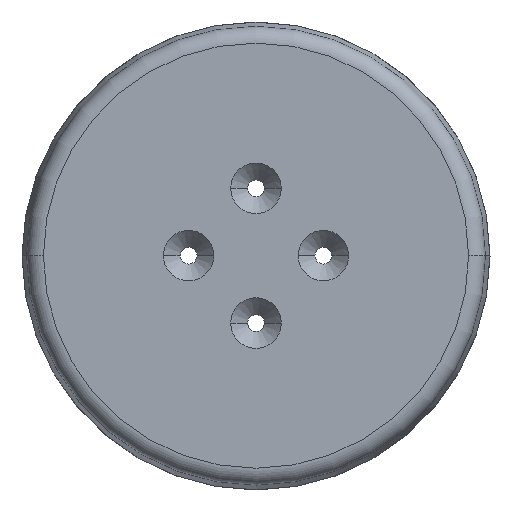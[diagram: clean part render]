
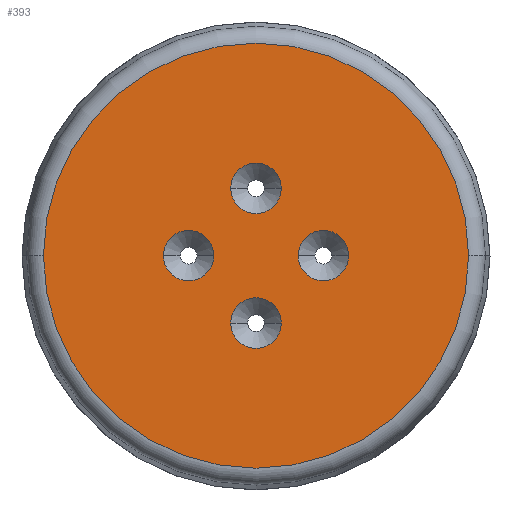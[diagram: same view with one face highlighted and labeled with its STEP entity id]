
A CAD part, top view. The second image highlights one B-rep face of the part: STEP entity #393.
In plain terms, the highlighted planar face has unit normal (0, 0, 1).
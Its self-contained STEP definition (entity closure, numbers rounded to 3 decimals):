
#8 = CARTESIAN_POINT ( 'NONE',  ( -3.75, 10., 10. ) ) ;
#12 = VERTEX_POINT ( 'NONE', #413 ) ;
#14 = EDGE_CURVE ( 'NONE', #12, #428, #256, .T. ) ;
#26 = DIRECTION ( 'NONE',  ( 0., 0., -1. ) ) ;
#37 = DIRECTION ( 'NONE',  ( 0., 0., 1. ) ) ;
#49 = AXIS2_PLACEMENT_3D ( 'NONE', #843, #693, #527 ) ;
#69 = EDGE_CURVE ( 'NONE', #881, #869, #737, .T. ) ;
#80 = FACE_OUTER_BOUND ( 'NONE', #466, .T. ) ;
#84 = FACE_BOUND ( 'NONE', #166, .T. ) ;
#102 = EDGE_CURVE ( 'NONE', #129, #147, #569, .T. ) ;
#106 = DIRECTION ( 'NONE',  ( -1., 0., 0. ) ) ;
#113 = DIRECTION ( 'NONE',  ( 0., 0., 1. ) ) ;
#118 = CARTESIAN_POINT ( 'NONE',  ( -31.539, 0., 10. ) ) ;
#124 = CARTESIAN_POINT ( 'NONE',  ( 0., 10., 10. ) ) ;
#129 = VERTEX_POINT ( 'NONE', #315 ) ;
#137 = CIRCLE ( 'NONE', #729, 3.75 ) ;
#147 = VERTEX_POINT ( 'NONE', #335 ) ;
#160 = DIRECTION ( 'NONE',  ( 0., 0., -1. ) ) ;
#166 = EDGE_LOOP ( 'NONE', ( #951, #366 ) ) ;
#167 = CARTESIAN_POINT ( 'NONE',  ( -10., 0., 10. ) ) ;
#178 = CARTESIAN_POINT ( 'NONE',  ( 13.75, 0., 10. ) ) ;
#196 = CARTESIAN_POINT ( 'NONE',  ( 0., 0., 10. ) ) ;
#206 = VERTEX_POINT ( 'NONE', #607 ) ;
#208 = EDGE_CURVE ( 'NONE', #634, #206, #733, .T. ) ;
#214 = EDGE_CURVE ( 'NONE', #946, #416, #972, .T. ) ;
#218 = ORIENTED_EDGE ( 'NONE', *, *, #14, .T. ) ;
#236 = ORIENTED_EDGE ( 'NONE', *, *, #674, .T. ) ;
#240 = EDGE_CURVE ( 'NONE', #869, #881, #648, .T. ) ;
#254 = CARTESIAN_POINT ( 'NONE',  ( -10., 0., 10. ) ) ;
#256 = CIRCLE ( 'NONE', #771, 3.75 ) ;
#281 = AXIS2_PLACEMENT_3D ( 'NONE', #544, #26, #680 ) ;
#283 = DIRECTION ( 'NONE',  ( -1., 0., 0. ) ) ;
#286 = EDGE_CURVE ( 'NONE', #206, #634, #515, .T. ) ;
#301 = EDGE_CURVE ( 'NONE', #147, #129, #137, .T. ) ;
#310 = DIRECTION ( 'NONE',  ( -1., 0., 0. ) ) ;
#315 = CARTESIAN_POINT ( 'NONE',  ( -6.25, 0., 10. ) ) ;
#323 = DIRECTION ( 'NONE',  ( -1., 0., 0. ) ) ;
#325 = AXIS2_PLACEMENT_3D ( 'NONE', #1018, #847, #106 ) ;
#335 = CARTESIAN_POINT ( 'NONE',  ( -13.75, 0., 10. ) ) ;
#366 = ORIENTED_EDGE ( 'NONE', *, *, #301, .T. ) ;
#380 = CIRCLE ( 'NONE', #661, 3.75 ) ;
#382 = AXIS2_PLACEMENT_3D ( 'NONE', #196, #37, #283 ) ;
#393 = ADVANCED_FACE ( 'NONE', ( #80, #84, #509, #656, #410 ), #1054, .F. ) ;
#410 = FACE_BOUND ( 'NONE', #567, .T. ) ;
#413 = CARTESIAN_POINT ( 'NONE',  ( 3.75, 10., 10. ) ) ;
#416 = VERTEX_POINT ( 'NONE', #579 ) ;
#428 = VERTEX_POINT ( 'NONE', #8 ) ;
#441 = DIRECTION ( 'NONE',  ( -1., 0., 0. ) ) ;
#457 = ORIENTED_EDGE ( 'NONE', *, *, #240, .T. ) ;
#466 = EDGE_LOOP ( 'NONE', ( #971, #1039 ) ) ;
#474 = DIRECTION ( 'NONE',  ( 0., 0., -1. ) ) ;
#509 = FACE_BOUND ( 'NONE', #710, .T. ) ;
#515 = CIRCLE ( 'NONE', #599, 31.539 ) ;
#520 = CARTESIAN_POINT ( 'NONE',  ( -3.75, -10., 10. ) ) ;
#527 = DIRECTION ( 'NONE',  ( -1., 0., 0. ) ) ;
#544 = CARTESIAN_POINT ( 'NONE',  ( 10., 0., 10. ) ) ;
#555 = EDGE_CURVE ( 'NONE', #428, #12, #380, .T. ) ;
#567 = EDGE_LOOP ( 'NONE', ( #218, #667 ) ) ;
#569 = CIRCLE ( 'NONE', #1061, 3.75 ) ;
#579 = CARTESIAN_POINT ( 'NONE',  ( 6.25, 0., 10. ) ) ;
#599 = AXIS2_PLACEMENT_3D ( 'NONE', #920, #113, #441 ) ;
#607 = CARTESIAN_POINT ( 'NONE',  ( 31.539, 0., 10. ) ) ;
#634 = VERTEX_POINT ( 'NONE', #118 ) ;
#648 = CIRCLE ( 'NONE', #325, 3.75 ) ;
#654 = EDGE_LOOP ( 'NONE', ( #457, #858 ) ) ;
#656 = FACE_BOUND ( 'NONE', #654, .T. ) ;
#661 = AXIS2_PLACEMENT_3D ( 'NONE', #124, #1020, #859 ) ;
#664 = CARTESIAN_POINT ( 'NONE',  ( 0., 0., 10. ) ) ;
#667 = ORIENTED_EDGE ( 'NONE', *, *, #555, .T. ) ;
#674 = EDGE_CURVE ( 'NONE', #416, #946, #738, .T. ) ;
#680 = DIRECTION ( 'NONE',  ( -1., 0., 0. ) ) ;
#693 = DIRECTION ( 'NONE',  ( 0., 0., -1. ) ) ;
#710 = EDGE_LOOP ( 'NONE', ( #1057, #236 ) ) ;
#717 = DIRECTION ( 'NONE',  ( 0., 0., -1. ) ) ;
#722 = DIRECTION ( 'NONE',  ( -1., 0., 0. ) ) ;
#729 = AXIS2_PLACEMENT_3D ( 'NONE', #167, #160, #827 ) ;
#731 = CARTESIAN_POINT ( 'NONE',  ( 0., 10., 10. ) ) ;
#733 = CIRCLE ( 'NONE', #382, 31.539 ) ;
#737 = CIRCLE ( 'NONE', #1044, 3.75 ) ;
#738 = CIRCLE ( 'NONE', #281, 3.75 ) ;
#746 = DIRECTION ( 'NONE',  ( 0., 0., -1. ) ) ;
#771 = AXIS2_PLACEMENT_3D ( 'NONE', #731, #963, #813 ) ;
#803 = AXIS2_PLACEMENT_3D ( 'NONE', #664, #746, #323 ) ;
#813 = DIRECTION ( 'NONE',  ( -1., 0., 0. ) ) ;
#827 = DIRECTION ( 'NONE',  ( -1., 0., 0. ) ) ;
#843 = CARTESIAN_POINT ( 'NONE',  ( 10., 0., 10. ) ) ;
#847 = DIRECTION ( 'NONE',  ( 0., 0., -1. ) ) ;
#858 = ORIENTED_EDGE ( 'NONE', *, *, #69, .T. ) ;
#859 = DIRECTION ( 'NONE',  ( -1., 0., 0. ) ) ;
#869 = VERTEX_POINT ( 'NONE', #913 ) ;
#881 = VERTEX_POINT ( 'NONE', #520 ) ;
#913 = CARTESIAN_POINT ( 'NONE',  ( 3.75, -10., 10. ) ) ;
#920 = CARTESIAN_POINT ( 'NONE',  ( 0., 0., 10. ) ) ;
#946 = VERTEX_POINT ( 'NONE', #178 ) ;
#951 = ORIENTED_EDGE ( 'NONE', *, *, #102, .T. ) ;
#963 = DIRECTION ( 'NONE',  ( 0., 0., -1. ) ) ;
#971 = ORIENTED_EDGE ( 'NONE', *, *, #286, .T. ) ;
#972 = CIRCLE ( 'NONE', #49, 3.75 ) ;
#1018 = CARTESIAN_POINT ( 'NONE',  ( 0., -10., 10. ) ) ;
#1020 = DIRECTION ( 'NONE',  ( 0., 0., -1. ) ) ;
#1039 = ORIENTED_EDGE ( 'NONE', *, *, #208, .T. ) ;
#1040 = CARTESIAN_POINT ( 'NONE',  ( 0., -10., 10. ) ) ;
#1044 = AXIS2_PLACEMENT_3D ( 'NONE', #1040, #717, #722 ) ;
#1054 = PLANE ( 'NONE',  #803 ) ;
#1057 = ORIENTED_EDGE ( 'NONE', *, *, #214, .T. ) ;
#1061 = AXIS2_PLACEMENT_3D ( 'NONE', #254, #474, #310 ) ;
